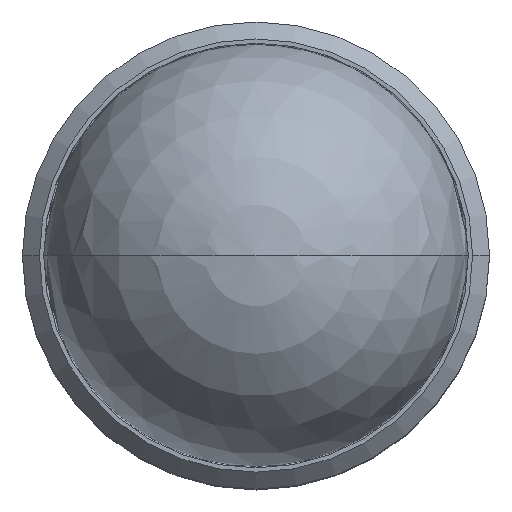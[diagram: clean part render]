
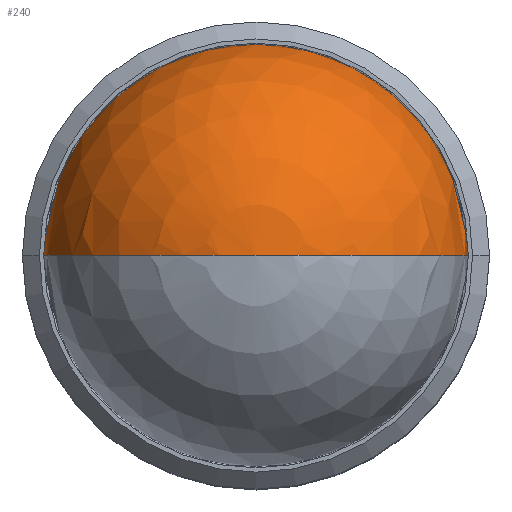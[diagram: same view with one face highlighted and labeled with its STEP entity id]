
A CAD part, top view. The second image highlights one B-rep face of the part: STEP entity #240.
In plain terms, the highlighted spherical face has radius 10 mm.
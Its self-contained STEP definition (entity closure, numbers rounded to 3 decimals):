
#240=ADVANCED_FACE('',(#561),#562,.T.);
#304=EDGE_CURVE('',#370,#428,#636,.T.);
#370=VERTEX_POINT('',#706);
#398=EDGE_CURVE('',#428,#370,#737,.T.);
#428=VERTEX_POINT('',#768);
#561=FACE_OUTER_BOUND('',#909,.T.);
#562=SPHERICAL_SURFACE('',#910,10.0);
#636=CIRCLE('',#1007,10.0);
#706=CARTESIAN_POINT('',(0.,0.,33.4));
#737=CIRCLE('',#1145,10.0);
#768=CARTESIAN_POINT('',(0.0,0.,13.4));
#909=EDGE_LOOP('',(#1383,#1384));
#910=AXIS2_PLACEMENT_3D('',#1385,#1386,#1387);
#1007=AXIS2_PLACEMENT_3D('',#1500,#1501,#1502);
#1145=AXIS2_PLACEMENT_3D('',#1605,#1606,#1607);
#1383=ORIENTED_EDGE('',*,*,#304,.T.);
#1384=ORIENTED_EDGE('',*,*,#398,.T.);
#1385=CARTESIAN_POINT('',(0.,0.,23.4));
#1386=DIRECTION('',(0.0,0.0,1.0));
#1387=DIRECTION('',(-1.0,0.,0.0));
#1500=CARTESIAN_POINT('',(0.,0.,23.4));
#1501=DIRECTION('',(0.,1.0,0.0));
#1502=DIRECTION('',(0.0,-0.0,-1.0));
#1605=CARTESIAN_POINT('',(0.,0.,23.4));
#1606=DIRECTION('',(0.,1.0,0.0));
#1607=DIRECTION('',(0.0,-0.0,-1.0));
